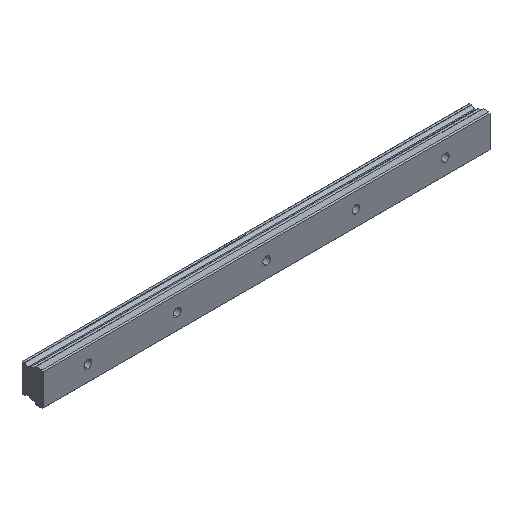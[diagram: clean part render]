
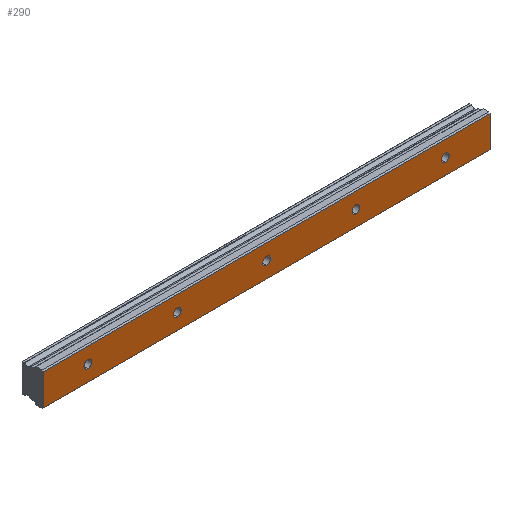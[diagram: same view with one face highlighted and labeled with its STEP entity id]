
A CAD part, isometric view. The second image highlights one B-rep face of the part: STEP entity #290.
In plain terms, the highlighted planar face has unit normal (0, -1, 0).
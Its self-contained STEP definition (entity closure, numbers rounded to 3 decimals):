
#8 = DIRECTION ( 'NONE',  ( 0., -1., 0. ) ) ;
#9 = VECTOR ( 'NONE', #1268, 1000. ) ;
#23 = CARTESIAN_POINT ( 'NONE',  ( -20., 0., 7. ) ) ;
#27 = DIRECTION ( 'NONE',  ( 0., 0., 1. ) ) ;
#38 = VERTEX_POINT ( 'NONE', #744 ) ;
#70 = CARTESIAN_POINT ( 'NONE',  ( 180., 0., -7. ) ) ;
#77 = CARTESIAN_POINT ( 'NONE',  ( 40., 0., 1.75 ) ) ;
#82 = DIRECTION ( 'NONE',  ( 0., 0., 1. ) ) ;
#90 = CARTESIAN_POINT ( 'NONE',  ( 120., 0., 1.75 ) ) ;
#133 = DIRECTION ( 'NONE',  ( 0., 0., 1. ) ) ;
#138 = CARTESIAN_POINT ( 'NONE',  ( 180., 0., 7. ) ) ;
#139 = EDGE_LOOP ( 'NONE', ( #431, #771 ) ) ;
#142 = AXIS2_PLACEMENT_3D ( 'NONE', #834, #340, #1068 ) ;
#154 = AXIS2_PLACEMENT_3D ( 'NONE', #932, #940, #691 ) ;
#190 = DIRECTION ( 'NONE',  ( 0., 0., 1. ) ) ;
#191 = VERTEX_POINT ( 'NONE', #1008 ) ;
#193 = LINE ( 'NONE', #322, #688 ) ;
#194 = CARTESIAN_POINT ( 'NONE',  ( 0., 0., 1.75 ) ) ;
#195 = DIRECTION ( 'NONE',  ( 0., -1., 0. ) ) ;
#204 = FACE_BOUND ( 'NONE', #623, .T. ) ;
#212 = FACE_BOUND ( 'NONE', #1308, .T. ) ;
#215 = CIRCLE ( 'NONE', #1544, 1.75 ) ;
#216 = EDGE_LOOP ( 'NONE', ( #978, #1512 ) ) ;
#228 = EDGE_CURVE ( 'NONE', #38, #1476, #521, .T. ) ;
#231 = VERTEX_POINT ( 'NONE', #1253 ) ;
#236 = VERTEX_POINT ( 'NONE', #194 ) ;
#238 = CIRCLE ( 'NONE', #593, 1.75 ) ;
#257 = AXIS2_PLACEMENT_3D ( 'NONE', #524, #1017, #866 ) ;
#276 = CARTESIAN_POINT ( 'NONE',  ( 0., 0., 0. ) ) ;
#282 = DIRECTION ( 'NONE',  ( 0., -1., 0. ) ) ;
#290 = ADVANCED_FACE ( 'NONE', ( #1576, #1540, #204, #1172, #1448, #212 ), #1207, .F. ) ;
#299 = CARTESIAN_POINT ( 'NONE',  ( 120., 0., 0. ) ) ;
#302 = CIRCLE ( 'NONE', #1440, 1.75 ) ;
#320 = ORIENTED_EDGE ( 'NONE', *, *, #971, .F. ) ;
#322 = CARTESIAN_POINT ( 'NONE',  ( 180., 0., 7. ) ) ;
#340 = DIRECTION ( 'NONE',  ( 0., 1., 0. ) ) ;
#355 = ORIENTED_EDGE ( 'NONE', *, *, #785, .F. ) ;
#358 = AXIS2_PLACEMENT_3D ( 'NONE', #1186, #1536, #82 ) ;
#380 = DIRECTION ( 'NONE',  ( 0., -1., 0. ) ) ;
#386 = VECTOR ( 'NONE', #997, 1000. ) ;
#387 = EDGE_LOOP ( 'NONE', ( #355, #320 ) ) ;
#402 = VERTEX_POINT ( 'NONE', #509 ) ;
#406 = AXIS2_PLACEMENT_3D ( 'NONE', #299, #195, #804 ) ;
#409 = EDGE_CURVE ( 'NONE', #731, #442, #1452, .T. ) ;
#431 = ORIENTED_EDGE ( 'NONE', *, *, #1295, .F. ) ;
#434 = DIRECTION ( 'NONE',  ( 0., 0., -1. ) ) ;
#442 = VERTEX_POINT ( 'NONE', #1499 ) ;
#448 = EDGE_CURVE ( 'NONE', #1477, #231, #1232, .T. ) ;
#451 = CARTESIAN_POINT ( 'NONE',  ( 160., 0., -1.75 ) ) ;
#478 = CARTESIAN_POINT ( 'NONE',  ( 80., 0., 0. ) ) ;
#490 = DIRECTION ( 'NONE',  ( 0., 0., 1. ) ) ;
#509 = CARTESIAN_POINT ( 'NONE',  ( 40., 0., -1.75 ) ) ;
#517 = ORIENTED_EDGE ( 'NONE', *, *, #448, .F. ) ;
#521 = CIRCLE ( 'NONE', #723, 1.75 ) ;
#524 = CARTESIAN_POINT ( 'NONE',  ( 40., 0., 0. ) ) ;
#587 = VERTEX_POINT ( 'NONE', #889 ) ;
#593 = AXIS2_PLACEMENT_3D ( 'NONE', #1098, #8, #490 ) ;
#623 = EDGE_LOOP ( 'NONE', ( #778, #1374 ) ) ;
#636 = EDGE_CURVE ( 'NONE', #1570, #402, #1466, .T. ) ;
#644 = ORIENTED_EDGE ( 'NONE', *, *, #1394, .F. ) ;
#660 = LINE ( 'NONE', #70, #9 ) ;
#666 = CARTESIAN_POINT ( 'NONE',  ( 120., 0., -1.75 ) ) ;
#688 = VECTOR ( 'NONE', #434, 1000. ) ;
#691 = DIRECTION ( 'NONE',  ( 0., 0., 1. ) ) ;
#692 = VERTEX_POINT ( 'NONE', #1506 ) ;
#723 = AXIS2_PLACEMENT_3D ( 'NONE', #903, #1288, #880 ) ;
#731 = VERTEX_POINT ( 'NONE', #1115 ) ;
#743 = DIRECTION ( 'NONE',  ( 0., 0., 1. ) ) ;
#744 = CARTESIAN_POINT ( 'NONE',  ( 160., 0., 1.75 ) ) ;
#759 = CIRCLE ( 'NONE', #154, 1.75 ) ;
#771 = ORIENTED_EDGE ( 'NONE', *, *, #1093, .F. ) ;
#778 = ORIENTED_EDGE ( 'NONE', *, *, #228, .F. ) ;
#785 = EDGE_CURVE ( 'NONE', #977, #972, #1465, .T. ) ;
#804 = DIRECTION ( 'NONE',  ( 0., 0., 1. ) ) ;
#824 = ORIENTED_EDGE ( 'NONE', *, *, #636, .F. ) ;
#834 = CARTESIAN_POINT ( 'NONE',  ( 180., 0., 7. ) ) ;
#844 = AXIS2_PLACEMENT_3D ( 'NONE', #276, #380, #743 ) ;
#866 = DIRECTION ( 'NONE',  ( 0., 0., 1. ) ) ;
#872 = CARTESIAN_POINT ( 'NONE',  ( 160., 0., 0. ) ) ;
#880 = DIRECTION ( 'NONE',  ( 0., 0., 1. ) ) ;
#889 = CARTESIAN_POINT ( 'NONE',  ( 180., 0., -7. ) ) ;
#903 = CARTESIAN_POINT ( 'NONE',  ( 160., 0., 0. ) ) ;
#932 = CARTESIAN_POINT ( 'NONE',  ( 120., 0., 0. ) ) ;
#940 = DIRECTION ( 'NONE',  ( 0., -1., 0. ) ) ;
#956 = AXIS2_PLACEMENT_3D ( 'NONE', #478, #1116, #27 ) ;
#967 = EDGE_CURVE ( 'NONE', #442, #731, #302, .T. ) ;
#971 = EDGE_CURVE ( 'NONE', #972, #977, #759, .T. ) ;
#972 = VERTEX_POINT ( 'NONE', #666 ) ;
#977 = VERTEX_POINT ( 'NONE', #90 ) ;
#978 = ORIENTED_EDGE ( 'NONE', *, *, #967, .F. ) ;
#982 = EDGE_CURVE ( 'NONE', #402, #1570, #1041, .T. ) ;
#997 = DIRECTION ( 'NONE',  ( 0., 0., 1. ) ) ;
#1008 = CARTESIAN_POINT ( 'NONE',  ( -20., 0., -7. ) ) ;
#1017 = DIRECTION ( 'NONE',  ( 0., -1., 0. ) ) ;
#1031 = CARTESIAN_POINT ( 'NONE',  ( -20., 0., 7. ) ) ;
#1035 = CARTESIAN_POINT ( 'NONE',  ( 80., 0., 0. ) ) ;
#1041 = CIRCLE ( 'NONE', #358, 1.75 ) ;
#1068 = DIRECTION ( 'NONE',  ( 0., 0., 1. ) ) ;
#1093 = EDGE_CURVE ( 'NONE', #692, #236, #238, .T. ) ;
#1098 = CARTESIAN_POINT ( 'NONE',  ( 0., 0., 0. ) ) ;
#1110 = DIRECTION ( 'NONE',  ( 1., 0., 0. ) ) ;
#1115 = CARTESIAN_POINT ( 'NONE',  ( 80., 0., -1.75 ) ) ;
#1116 = DIRECTION ( 'NONE',  ( 0., -1., 0. ) ) ;
#1119 = LINE ( 'NONE', #23, #386 ) ;
#1128 = EDGE_LOOP ( 'NONE', ( #644, #1550, #517, #1136 ) ) ;
#1136 = ORIENTED_EDGE ( 'NONE', *, *, #1240, .F. ) ;
#1172 = FACE_BOUND ( 'NONE', #387, .T. ) ;
#1186 = CARTESIAN_POINT ( 'NONE',  ( 40., 0., 0. ) ) ;
#1207 = PLANE ( 'NONE',  #142 ) ;
#1232 = LINE ( 'NONE', #138, #1345 ) ;
#1240 = EDGE_CURVE ( 'NONE', #191, #1477, #1119, .T. ) ;
#1249 = EDGE_CURVE ( 'NONE', #1476, #38, #215, .T. ) ;
#1253 = CARTESIAN_POINT ( 'NONE',  ( 180., 0., 7. ) ) ;
#1255 = CIRCLE ( 'NONE', #844, 1.75 ) ;
#1268 = DIRECTION ( 'NONE',  ( -1., 0., 0. ) ) ;
#1281 = DIRECTION ( 'NONE',  ( 0., -1., 0. ) ) ;
#1288 = DIRECTION ( 'NONE',  ( 0., -1., 0. ) ) ;
#1295 = EDGE_CURVE ( 'NONE', #236, #692, #1255, .T. ) ;
#1308 = EDGE_LOOP ( 'NONE', ( #824, #1508 ) ) ;
#1345 = VECTOR ( 'NONE', #1110, 1000. ) ;
#1374 = ORIENTED_EDGE ( 'NONE', *, *, #1249, .F. ) ;
#1394 = EDGE_CURVE ( 'NONE', #587, #191, #660, .T. ) ;
#1440 = AXIS2_PLACEMENT_3D ( 'NONE', #1035, #1281, #190 ) ;
#1443 = EDGE_CURVE ( 'NONE', #231, #587, #193, .T. ) ;
#1448 = FACE_BOUND ( 'NONE', #216, .T. ) ;
#1452 = CIRCLE ( 'NONE', #956, 1.75 ) ;
#1465 = CIRCLE ( 'NONE', #406, 1.75 ) ;
#1466 = CIRCLE ( 'NONE', #257, 1.75 ) ;
#1476 = VERTEX_POINT ( 'NONE', #451 ) ;
#1477 = VERTEX_POINT ( 'NONE', #1031 ) ;
#1499 = CARTESIAN_POINT ( 'NONE',  ( 80., 0., 1.75 ) ) ;
#1506 = CARTESIAN_POINT ( 'NONE',  ( 0., 0., -1.75 ) ) ;
#1508 = ORIENTED_EDGE ( 'NONE', *, *, #982, .F. ) ;
#1512 = ORIENTED_EDGE ( 'NONE', *, *, #409, .F. ) ;
#1536 = DIRECTION ( 'NONE',  ( 0., -1., 0. ) ) ;
#1540 = FACE_BOUND ( 'NONE', #139, .T. ) ;
#1544 = AXIS2_PLACEMENT_3D ( 'NONE', #872, #282, #133 ) ;
#1550 = ORIENTED_EDGE ( 'NONE', *, *, #1443, .F. ) ;
#1570 = VERTEX_POINT ( 'NONE', #77 ) ;
#1576 = FACE_OUTER_BOUND ( 'NONE', #1128, .T. ) ;
